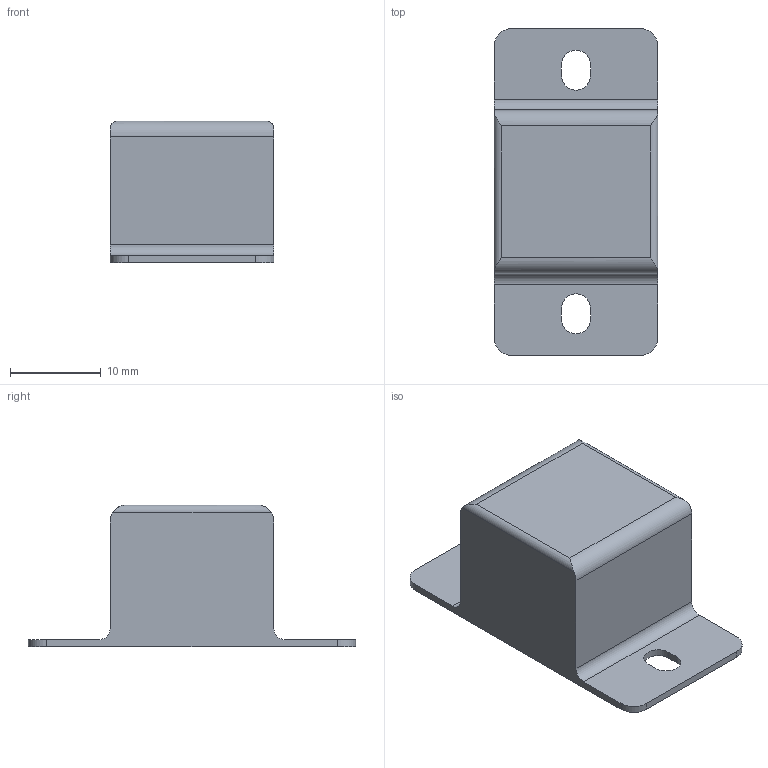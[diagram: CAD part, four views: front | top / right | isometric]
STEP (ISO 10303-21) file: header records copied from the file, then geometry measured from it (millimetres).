
FILE_DESCRIPTION( (''), '2;1');
FILE_NAME ('PC007.1048.TL_449SUS_K_24960.stp','2025-01-14T09:36:39',(''),(''),'spGate 19.8.4 (****-****-****-****)','','');
FILE_SCHEMA (('AUTOMOTIVE_DESIGN'));
Length unit declared in the file: millimetre
Bounding box: 18 x 36 x 15.6 mm (x, y, z)
Volume: 1232.3 mm3; surface area: 3204.2 mm2
Topology: 1 solids, 1 shells, 39 faces, 108 edges, 72 vertices
Faces by surface type: cylinder 20, plane 19
Entity records: 2159 total; most frequent: CARTESIAN_POINT 257, DIRECTION 216, ORIENTED_EDGE 216, COLOUR_RGB 148, PRESENTATION_STYLE_ASSIGNMENT 148, STYLED_ITEM 148, EDGE_CURVE 108, DRAUGHTING_PRE_DEFINED_CURVE_FONT 108
